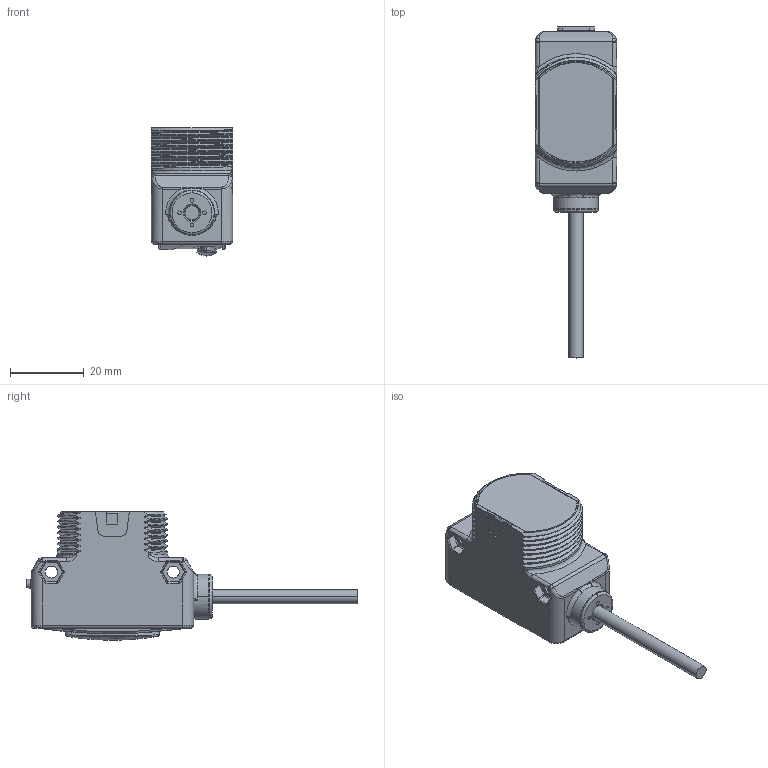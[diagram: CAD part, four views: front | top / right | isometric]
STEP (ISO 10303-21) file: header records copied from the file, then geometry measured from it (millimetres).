
FILE_DESCRIPTION((''),'2;1');
FILE_NAME('140594_SW','2008-06-02T',('banengservice'),('BANNER ENGINEERING'),'PRO/ENGINEER BY PARAMETRIC TECHNOLOGY CORPORATION, 2006170','PRO/ENGINEER BY PARAMETRIC TECHNOLOGY CORPORATION, 2006170','');
FILE_SCHEMA(('CONFIG_CONTROL_DESIGN'));
Products named in the file (1): 140594_SW
Bounding box: 22 x 89.88 x 34.75 mm (x, y, z)
Volume: 12219.7 mm3; surface area: 14758.7 mm2
Topology: 2 solids, 2 shells, 1075 faces, 2717 edges, 1670 vertices
Faces by surface type: cylinder 379, plane 338, bspline 182, torus 88, cone 49, sphere 33, extrusion 6
Entity records: 46943 total; most frequent: CARTESIAN_POINT 22556, ORIENTED_EDGE 5430, DIRECTION 4624, EDGE_CURVE 2715, AXIS2_PLACEMENT_3D 1712, VERTEX_POINT 1670, VECTOR 1200, LINE 1194
